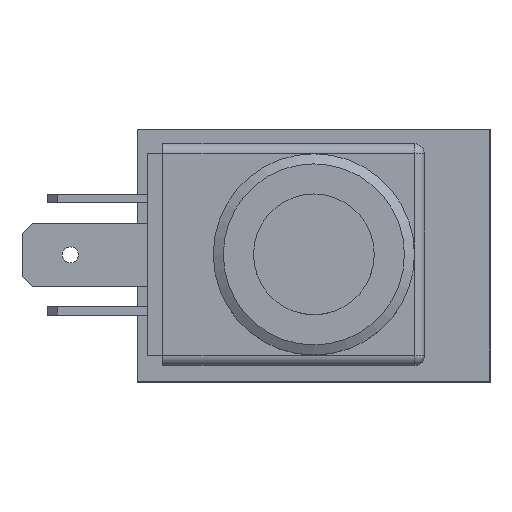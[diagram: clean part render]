
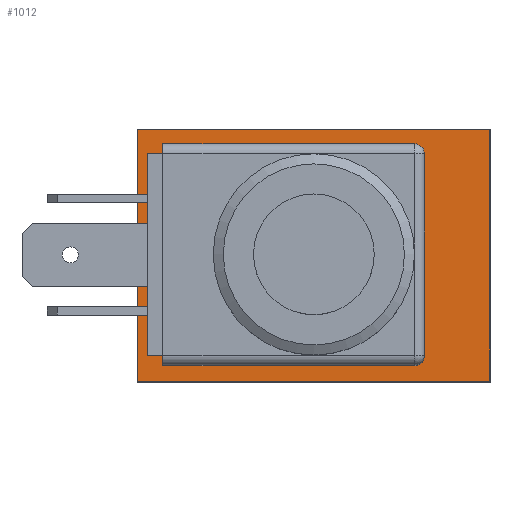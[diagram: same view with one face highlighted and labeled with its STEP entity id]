
A CAD part, top view. The second image highlights one B-rep face of the part: STEP entity #1012.
In plain terms, the highlighted planar face has unit normal (0, 0, 1).
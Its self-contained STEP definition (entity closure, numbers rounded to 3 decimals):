
#611=CARTESIAN_POINT('',(-11.0,3.849,41.5));
#612=VERTEX_POINT('',#611);
#619=CARTESIAN_POINT('',(-11.,-7.5,41.5));
#620=VERTEX_POINT('',#619);
#621=CARTESIAN_POINT('',(-11.,-7.5,41.5));
#622=DIRECTION('',(0.0,1.0,0.0));
#623=VECTOR('',#622,11.349);
#624=LINE('',#621,#623);
#625=EDGE_CURVE('',#620,#612,#624,.T.);
#649=CARTESIAN_POINT('',(-3.849,11.,41.5));
#650=VERTEX_POINT('',#649);
#657=CARTESIAN_POINT('',(-11.0,3.849,41.5));
#658=DIRECTION('',(0.707,0.707,0.0));
#659=VECTOR('',#658,10.113);
#660=LINE('',#657,#659);
#661=EDGE_CURVE('',#612,#650,#660,.T.);
#680=CARTESIAN_POINT('',(7.5,11.,41.5));
#681=VERTEX_POINT('',#680);
#688=CARTESIAN_POINT('',(-3.849,11.,41.5));
#689=DIRECTION('',(1.0,0.0,0.0));
#690=VECTOR('',#689,11.349);
#691=LINE('',#688,#690);
#692=EDGE_CURVE('',#650,#681,#691,.T.);
#712=CARTESIAN_POINT('',(11.,7.5,41.5));
#713=VERTEX_POINT('',#712);
#720=CARTESIAN_POINT('',(7.5,7.5,41.5));
#721=DIRECTION('',(0.0,0.0,-1.0));
#722=DIRECTION('',(1.0,0.0,0.0));
#723=AXIS2_PLACEMENT_3D('',#720,#721,#722);
#724=CIRCLE('',#723,3.5);
#725=EDGE_CURVE('',#681,#713,#724,.T.);
#744=CARTESIAN_POINT('',(11.0,-3.849,41.5));
#745=VERTEX_POINT('',#744);
#752=CARTESIAN_POINT('',(11.,7.5,41.5));
#753=DIRECTION('',(0.0,-1.0,0.0));
#754=VECTOR('',#753,11.349);
#755=LINE('',#752,#754);
#756=EDGE_CURVE('',#713,#745,#755,.T.);
#775=CARTESIAN_POINT('',(3.849,-11.0,41.5));
#776=VERTEX_POINT('',#775);
#783=CARTESIAN_POINT('',(11.0,-3.849,41.5));
#784=DIRECTION('',(-0.707,-0.707,0.0));
#785=VECTOR('',#784,10.113);
#786=LINE('',#783,#785);
#787=EDGE_CURVE('',#745,#776,#786,.T.);
#806=CARTESIAN_POINT('',(-7.5,-11.0,41.5));
#807=VERTEX_POINT('',#806);
#814=CARTESIAN_POINT('',(3.849,-11.0,41.5));
#815=DIRECTION('',(-1.0,0.0,0.0));
#816=VECTOR('',#815,11.349);
#817=LINE('',#814,#816);
#818=EDGE_CURVE('',#776,#807,#817,.T.);
#837=CARTESIAN_POINT('',(-7.5,-7.5,41.5));
#838=DIRECTION('',(0.0,0.0,-1.0));
#839=DIRECTION('',(-1.0,0.0,0.0));
#840=AXIS2_PLACEMENT_3D('',#837,#838,#839);
#841=CIRCLE('',#840,3.5);
#842=EDGE_CURVE('',#807,#620,#841,.T.);
#872=CARTESIAN_POINT('',(17.5,12.5,41.5));
#873=VERTEX_POINT('',#872);
#874=CARTESIAN_POINT('',(17.5,-12.5,41.5));
#875=VERTEX_POINT('',#874);
#876=CARTESIAN_POINT('',(17.5,12.5,41.5));
#877=DIRECTION('',(0.0,-1.0,0.0));
#878=VECTOR('',#877,25.);
#879=LINE('',#876,#878);
#880=EDGE_CURVE('',#873,#875,#879,.T.);
#912=CARTESIAN_POINT('',(-17.5,-12.5,41.5));
#913=VERTEX_POINT('',#912);
#914=CARTESIAN_POINT('',(17.5,-12.5,41.5));
#915=DIRECTION('',(-1.0,0.0,0.0));
#916=VECTOR('',#915,35.);
#917=LINE('',#914,#916);
#918=EDGE_CURVE('',#875,#913,#917,.T.);
#943=CARTESIAN_POINT('',(-17.5,12.5,41.5));
#944=VERTEX_POINT('',#943);
#945=CARTESIAN_POINT('',(-17.5,-12.5,41.5));
#946=DIRECTION('',(0.0,1.0,0.0));
#947=VECTOR('',#946,25.);
#948=LINE('',#945,#947);
#949=EDGE_CURVE('',#913,#944,#948,.T.);
#974=CARTESIAN_POINT('',(-17.5,12.5,41.5));
#975=DIRECTION('',(1.0,0.0,0.0));
#976=VECTOR('',#975,35.);
#977=LINE('',#974,#976);
#978=EDGE_CURVE('',#944,#873,#977,.T.);
#991=CARTESIAN_POINT('',(0.,0.,41.5));
#992=DIRECTION('',(0.0,0.0,1.0));
#993=DIRECTION('',(1.0,0.0,0.0));
#994=AXIS2_PLACEMENT_3D('',#991,#992,#993);
#995=PLANE('',#994);
#996=ORIENTED_EDGE('',*,*,#880,.F.);
#997=ORIENTED_EDGE('',*,*,#978,.F.);
#998=ORIENTED_EDGE('',*,*,#949,.F.);
#999=ORIENTED_EDGE('',*,*,#918,.F.);
#1000=EDGE_LOOP('',(#996,#997,#998,#999));
#1001=FACE_OUTER_BOUND('',#1000,.T.);
#1002=ORIENTED_EDGE('',*,*,#625,.T.);
#1003=ORIENTED_EDGE('',*,*,#661,.T.);
#1004=ORIENTED_EDGE('',*,*,#692,.T.);
#1005=ORIENTED_EDGE('',*,*,#725,.T.);
#1006=ORIENTED_EDGE('',*,*,#756,.T.);
#1007=ORIENTED_EDGE('',*,*,#787,.T.);
#1008=ORIENTED_EDGE('',*,*,#818,.T.);
#1009=ORIENTED_EDGE('',*,*,#842,.T.);
#1010=EDGE_LOOP('',(#1002,#1003,#1004,#1005,#1006,#1007,#1008,#1009));
#1011=FACE_BOUND('',#1010,.T.);
#1012=ADVANCED_FACE('',(#1001,#1011),#995,.T.);
